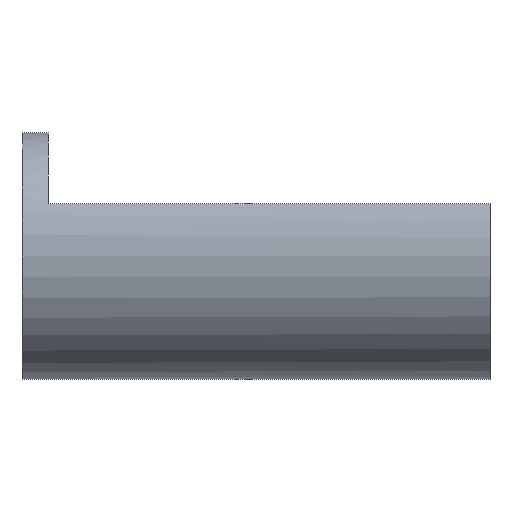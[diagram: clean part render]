
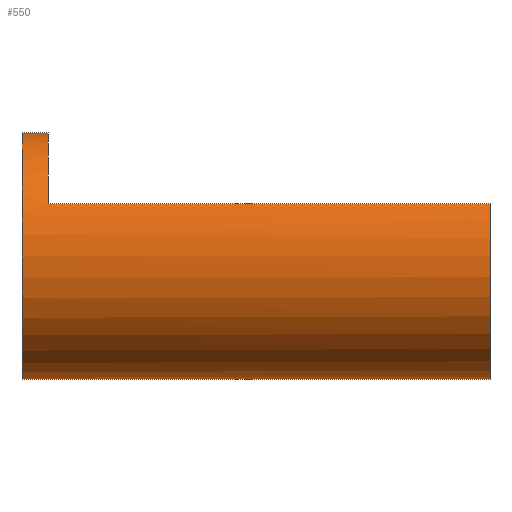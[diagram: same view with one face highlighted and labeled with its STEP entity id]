
A CAD part, left-side view. The second image highlights one B-rep face of the part: STEP entity #550.
In plain terms, the highlighted cylindrical face has radius 23.75 mm (diameter 47.5 mm), a full revolution.
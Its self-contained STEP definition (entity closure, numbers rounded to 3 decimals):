
#69=FACE_OUTER_BOUND('',#102,.T.);
#102=EDGE_LOOP('',(#499,#500,#501,#502,#503,#504,#505,#506));
#134=LINE('',#970,#174);
#135=LINE('',#975,#175);
#142=LINE('',#990,#182);
#174=VECTOR('',#785,10.);
#175=VECTOR('',#794,10.);
#182=VECTOR('',#813,23.75);
#185=CIRCLE('',#569,23.75);
#190=CIRCLE('',#575,23.75);
#202=CIRCLE('',#594,23.75);
#203=CIRCLE('',#595,23.75);
#222=VERTEX_POINT('',#822);
#223=VERTEX_POINT('',#825);
#230=VERTEX_POINT('',#838);
#251=VERTEX_POINT('',#909);
#252=VERTEX_POINT('',#911);
#253=VERTEX_POINT('',#913);
#273=EDGE_CURVE('',#222,#222,#185,.T.);
#281=EDGE_CURVE('',#223,#230,#190,.T.);
#309=EDGE_CURVE('',#251,#252,#202,.T.);
#310=EDGE_CURVE('',#252,#253,#203,.T.);
#339=EDGE_CURVE('',#230,#253,#134,.T.);
#341=EDGE_CURVE('',#251,#223,#135,.T.);
#348=EDGE_CURVE('',#222,#252,#142,.T.);
#499=ORIENTED_EDGE('',*,*,#273,.F.);
#500=ORIENTED_EDGE('',*,*,#348,.T.);
#501=ORIENTED_EDGE('',*,*,#309,.F.);
#502=ORIENTED_EDGE('',*,*,#341,.T.);
#503=ORIENTED_EDGE('',*,*,#281,.T.);
#504=ORIENTED_EDGE('',*,*,#339,.T.);
#505=ORIENTED_EDGE('',*,*,#310,.F.);
#506=ORIENTED_EDGE('',*,*,#348,.F.);
#518=CYLINDRICAL_SURFACE('',#633,23.75);
#550=ADVANCED_FACE('',(#69),#518,.T.);
#569=AXIS2_PLACEMENT_3D('',#823,#645,#646);
#575=AXIS2_PLACEMENT_3D('',#840,#660,#661);
#594=AXIS2_PLACEMENT_3D('',#912,#712,#713);
#595=AXIS2_PLACEMENT_3D('',#914,#714,#715);
#633=AXIS2_PLACEMENT_3D('',#989,#811,#812);
#645=DIRECTION('center_axis',(0.,1.,0.));
#646=DIRECTION('ref_axis',(-1.,0.,0.));
#660=DIRECTION('center_axis',(0.,1.,0.));
#661=DIRECTION('ref_axis',(-1.,0.,0.));
#712=DIRECTION('center_axis',(0.,-1.,0.));
#713=DIRECTION('ref_axis',(1.,0.,0.));
#714=DIRECTION('center_axis',(0.,-1.,0.));
#715=DIRECTION('ref_axis',(1.,0.,0.));
#785=DIRECTION('',(0.,-1.,0.));
#794=DIRECTION('',(0.,1.,0.));
#811=DIRECTION('center_axis',(0.,1.,0.));
#812=DIRECTION('ref_axis',(1.,0.,0.));
#813=DIRECTION('',(0.,-1.,0.));
#822=CARTESIAN_POINT('',(-23.75,40.,0.));
#823=CARTESIAN_POINT('Origin',(0.,40.,0.));
#825=CARTESIAN_POINT('',(-21.542,35.,10.));
#838=CARTESIAN_POINT('',(21.542,35.,10.));
#840=CARTESIAN_POINT('Origin',(0.,35.,0.));
#909=CARTESIAN_POINT('',(-21.542,-50.,10.));
#911=CARTESIAN_POINT('',(-23.75,-50.,0.));
#912=CARTESIAN_POINT('Origin',(0.,-50.,0.));
#913=CARTESIAN_POINT('',(21.542,-50.,10.));
#914=CARTESIAN_POINT('Origin',(0.,-50.,0.));
#970=CARTESIAN_POINT('',(21.542,0.,10.));
#975=CARTESIAN_POINT('',(-21.542,0.,10.));
#989=CARTESIAN_POINT('Origin',(0.,0.,0.));
#990=CARTESIAN_POINT('',(-23.75,0.,0.));
